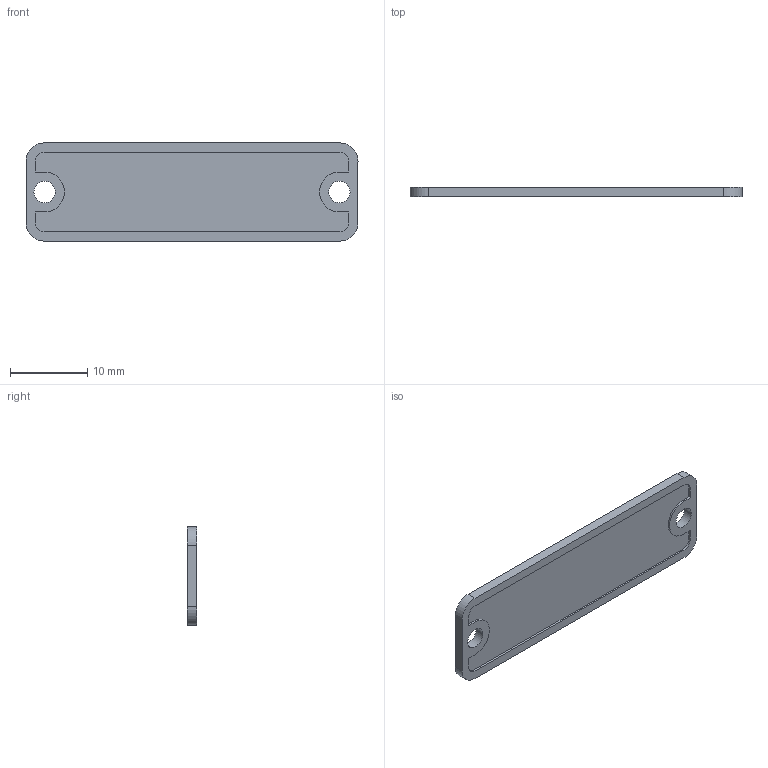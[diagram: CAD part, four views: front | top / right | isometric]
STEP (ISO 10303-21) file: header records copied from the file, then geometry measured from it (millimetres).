
FILE_DESCRIPTION(('starvars output'),'2;1');
FILE_NAME('9001KN8330_3D.stp','18:48:08 2020/03/31',( 'Thomas Industrial Network Germany GmbH'),( 'Thomas Industrial Network Germany GmbH'),'unknown preprocess','ACIS' ,'unknown authorization');
FILE_SCHEMA(('AUTOMOTIVE_DESIGN_CC2 {UNKNOWN IMPLEMENTATION LEVEL}'));
Length unit declared in the file: millimetre
Products named in the file (1): PRODUCT_ID_242
Bounding box: 42.93 x 1.27 x 12.7 mm (x, y, z)
Volume: 573.6 mm3; surface area: 1242.9 mm2
Topology: 1 solids, 1 shells, 31 faces, 84 edges, 56 vertices
Faces by surface type: plane 17, cylinder 14
Entity records: 1269 total; most frequent: ORIENTED_EDGE 168, CARTESIAN_POINT 159, DIRECTION 154, EDGE_CURVE 84, VERTEX_POINT 56, VECTOR 52, LINE 52, AXIS2_PLACEMENT_3D 51
